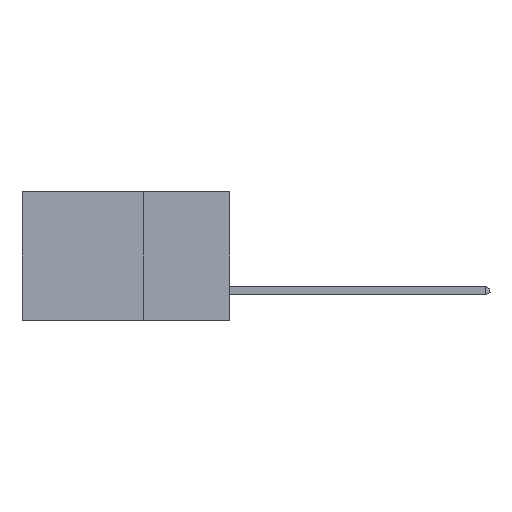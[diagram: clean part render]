
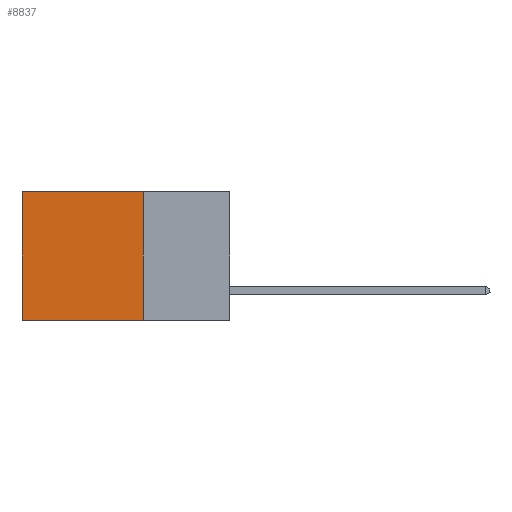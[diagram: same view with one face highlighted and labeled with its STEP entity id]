
A CAD part, left-side view. The second image highlights one B-rep face of the part: STEP entity #8837.
In plain terms, the highlighted planar face has unit normal (-1, 0, 0).
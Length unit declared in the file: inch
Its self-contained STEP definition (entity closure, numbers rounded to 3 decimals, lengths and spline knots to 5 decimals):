
#156 = LINE ( 'NONE', #15613, #11308 ) ;
#161 = VERTEX_POINT ( 'NONE', #1181 ) ;
#609 = AXIS2_PLACEMENT_3D ( 'NONE', #4251, #17781, #21405 ) ;
#761 = PLANE ( 'NONE',  #609 ) ;
#1181 = CARTESIAN_POINT ( 'NONE',  ( 0.298, 0.25, 0. ) ) ;
#3192 = CARTESIAN_POINT ( 'NONE',  ( 0.298, 0.25, -0.37 ) ) ;
#3253 = CARTESIAN_POINT ( 'NONE',  ( 0.298, 0.25, 0. ) ) ;
#3771 = EDGE_CURVE ( 'NONE', #19580, #13657, #156, .T. ) ;
#4251 = CARTESIAN_POINT ( 'NONE',  ( 0.298, 0.25, 0. ) ) ;
#6136 = LINE ( 'NONE', #16109, #6668 ) ;
#6273 = ORIENTED_EDGE ( 'NONE', *, *, #3771, .T. ) ;
#6424 = VECTOR ( 'NONE', #9595, 39.37008 ) ;
#6668 = VECTOR ( 'NONE', #21018, 39.37008 ) ;
#7249 = EDGE_LOOP ( 'NONE', ( #6273, #13677, #15239, #16223 ) ) ;
#7257 = LINE ( 'NONE', #3253, #18498 ) ;
#7818 = CARTESIAN_POINT ( 'NONE',  ( 0.298, 0.25, -0.37 ) ) ;
#8056 = CARTESIAN_POINT ( 'NONE',  ( 0.298, 0.6, 0. ) ) ;
#8837 = ADVANCED_FACE ( 'NONE', ( #14271 ), #761, .F. ) ;
#9595 = DIRECTION ( 'NONE',  ( 0., 1., 0. ) ) ;
#10549 = DIRECTION ( 'NONE',  ( 0., 0., -1. ) ) ;
#11308 = VECTOR ( 'NONE', #10549, 39.37008 ) ;
#11968 = EDGE_CURVE ( 'NONE', #161, #19580, #7257, .T. ) ;
#13657 = VERTEX_POINT ( 'NONE', #15725 ) ;
#13677 = ORIENTED_EDGE ( 'NONE', *, *, #15635, .F. ) ;
#14271 = FACE_OUTER_BOUND ( 'NONE', #7249, .T. ) ;
#15239 = ORIENTED_EDGE ( 'NONE', *, *, #19899, .F. ) ;
#15613 = CARTESIAN_POINT ( 'NONE',  ( 0.298, 0.6, 0. ) ) ;
#15635 = EDGE_CURVE ( 'NONE', #18142, #13657, #17597, .T. ) ;
#15725 = CARTESIAN_POINT ( 'NONE',  ( 0.298, 0.6, -0.37 ) ) ;
#16109 = CARTESIAN_POINT ( 'NONE',  ( 0.298, 0.25, 0. ) ) ;
#16223 = ORIENTED_EDGE ( 'NONE', *, *, #11968, .T. ) ;
#16775 = DIRECTION ( 'NONE',  ( 0., 1., 0. ) ) ;
#17597 = LINE ( 'NONE', #7818, #6424 ) ;
#17781 = DIRECTION ( 'NONE',  ( 1., 0., 0. ) ) ;
#18142 = VERTEX_POINT ( 'NONE', #3192 ) ;
#18498 = VECTOR ( 'NONE', #16775, 39.37008 ) ;
#19580 = VERTEX_POINT ( 'NONE', #8056 ) ;
#19899 = EDGE_CURVE ( 'NONE', #161, #18142, #6136, .T. ) ;
#21018 = DIRECTION ( 'NONE',  ( 0., 0., -1. ) ) ;
#21405 = DIRECTION ( 'NONE',  ( 0., 0., -1. ) ) ;
